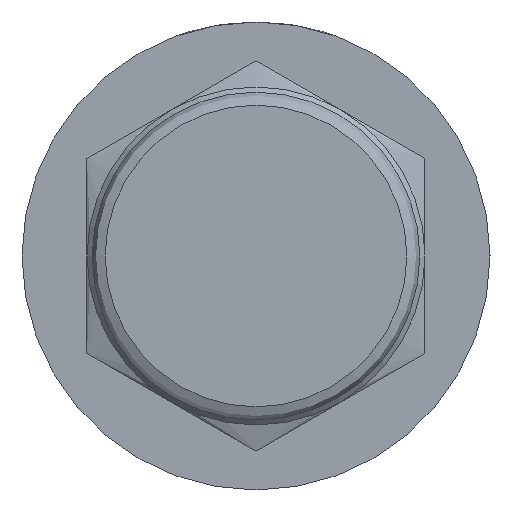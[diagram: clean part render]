
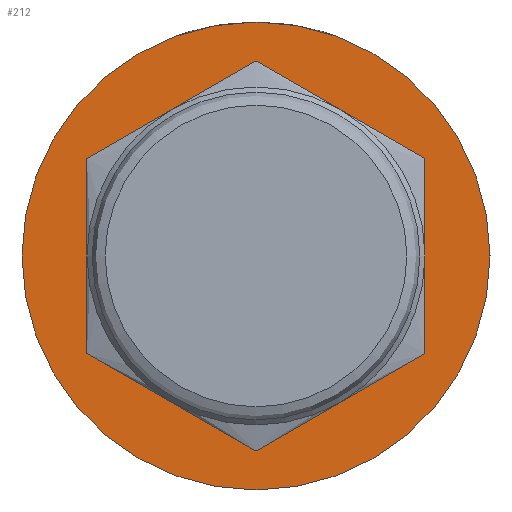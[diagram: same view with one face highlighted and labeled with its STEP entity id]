
A CAD part, left-side view. The second image highlights one B-rep face of the part: STEP entity #212.
In plain terms, the highlighted planar face has unit normal (-1, 0, 0).
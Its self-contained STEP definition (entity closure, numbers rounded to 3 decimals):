
#212 = ADVANCED_FACE( '', ( #455, #456 ), #457, .F. );
#455 = FACE_OUTER_BOUND( '', #720, .T. );
#456 = FACE_BOUND( '', #721, .T. );
#457 = PLANE( '', #722 );
#720 = EDGE_LOOP( '', ( #1250 ) );
#721 = EDGE_LOOP( '', ( #1251, #1252, #1253, #1254, #1255, #1256 ) );
#722 = AXIS2_PLACEMENT_3D( '', #1257, #1258, #1259 );
#1250 = ORIENTED_EDGE( '', *, *, #1591, .F. );
#1251 = ORIENTED_EDGE( '', *, *, #1633, .T. );
#1252 = ORIENTED_EDGE( '', *, *, #1665, .T. );
#1253 = ORIENTED_EDGE( '', *, *, #1678, .T. );
#1254 = ORIENTED_EDGE( '', *, *, #1658, .T. );
#1255 = ORIENTED_EDGE( '', *, *, #1600, .T. );
#1256 = ORIENTED_EDGE( '', *, *, #1556, .T. );
#1257 = CARTESIAN_POINT( '', ( -500., 0., 0. ) );
#1258 = DIRECTION( '', ( 1., 0., 0. ) );
#1259 = DIRECTION( '', ( 0., 0., -1. ) );
#1556 = EDGE_CURVE( '', #1871, #1873, #1875, .T. );
#1591 = EDGE_CURVE( '', #1927, #1927, #1928, .T. );
#1600 = EDGE_CURVE( '', #1919, #1871, #1939, .T. );
#1633 = EDGE_CURVE( '', #1873, #1954, #1984, .T. );
#1658 = EDGE_CURVE( '', #1752, #1919, #2017, .T. );
#1665 = EDGE_CURVE( '', #1954, #2019, #2026, .T. );
#1678 = EDGE_CURVE( '', #2019, #1752, #2040, .T. );
#1752 = VERTEX_POINT( '', #2141 );
#1871 = VERTEX_POINT( '', #2337 );
#1873 = VERTEX_POINT( '', #2342 );
#1875 = CIRCLE( '', #2347, 6.5 );
#1919 = VERTEX_POINT( '', #2426 );
#1927 = VERTEX_POINT( '', #2443 );
#1928 = CIRCLE( '', #2444, 9. );
#1939 = CIRCLE( '', #2465, 6.5 );
#1954 = VERTEX_POINT( '', #2497 );
#1984 = CIRCLE( '', #2553, 6.5 );
#2017 = CIRCLE( '', #2601, 6.5 );
#2019 = VERTEX_POINT( '', #2603 );
#2026 = CIRCLE( '', #2617, 6.5 );
#2040 = CIRCLE( '', #2641, 6.5 );
#2141 = CARTESIAN_POINT( '', ( -500., 3.25, -5.629 ) );
#2337 = CARTESIAN_POINT( '', ( -500., 3.25, 5.629 ) );
#2342 = CARTESIAN_POINT( '', ( -500., -3.25, 5.629 ) );
#2347 = AXIS2_PLACEMENT_3D( '', #2801, #2802, #2803 );
#2426 = CARTESIAN_POINT( '', ( -500., 6.5, 0. ) );
#2443 = CARTESIAN_POINT( '', ( -500., 0., -9. ) );
#2444 = AXIS2_PLACEMENT_3D( '', #2833, #2834, #2835 );
#2465 = AXIS2_PLACEMENT_3D( '', #2843, #2844, #2845 );
#2497 = CARTESIAN_POINT( '', ( -500., -6.5, 0. ) );
#2553 = AXIS2_PLACEMENT_3D( '', #2867, #2868, #2869 );
#2601 = AXIS2_PLACEMENT_3D( '', #2897, #2898, #2899 );
#2603 = CARTESIAN_POINT( '', ( -500., -3.25, -5.629 ) );
#2617 = AXIS2_PLACEMENT_3D( '', #2904, #2905, #2906 );
#2641 = AXIS2_PLACEMENT_3D( '', #2914, #2915, #2916 );
#2801 = CARTESIAN_POINT( '', ( -500., 0., 0. ) );
#2802 = DIRECTION( '', ( 1., 0., 0. ) );
#2803 = DIRECTION( '', ( 0., 1., 0. ) );
#2833 = CARTESIAN_POINT( '', ( -500., 0., 0. ) );
#2834 = DIRECTION( '', ( 1., 0., 0. ) );
#2835 = DIRECTION( '', ( 0., 0., -1. ) );
#2843 = CARTESIAN_POINT( '', ( -500., 0., 0. ) );
#2844 = DIRECTION( '', ( 1., 0., 0. ) );
#2845 = DIRECTION( '', ( 0., 1., 0. ) );
#2867 = CARTESIAN_POINT( '', ( -500., 0., 0. ) );
#2868 = DIRECTION( '', ( 1., 0., 0. ) );
#2869 = DIRECTION( '', ( 0., 1., 0. ) );
#2897 = CARTESIAN_POINT( '', ( -500., 0., 0. ) );
#2898 = DIRECTION( '', ( 1., 0., 0. ) );
#2899 = DIRECTION( '', ( 0., 1., 0. ) );
#2904 = CARTESIAN_POINT( '', ( -500., 0., 0. ) );
#2905 = DIRECTION( '', ( 1., 0., 0. ) );
#2906 = DIRECTION( '', ( 0., 1., 0. ) );
#2914 = CARTESIAN_POINT( '', ( -500., 0., 0. ) );
#2915 = DIRECTION( '', ( 1., 0., 0. ) );
#2916 = DIRECTION( '', ( 0., 1., 0. ) );
